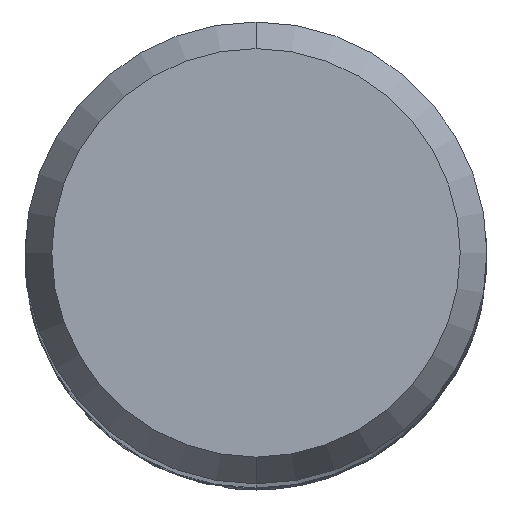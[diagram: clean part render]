
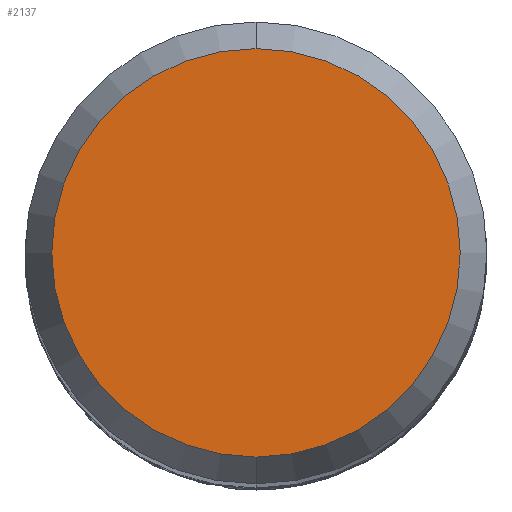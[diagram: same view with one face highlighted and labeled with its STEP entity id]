
A CAD part, top view. The second image highlights one B-rep face of the part: STEP entity #2137.
In plain terms, the highlighted planar face has unit normal (0, 0, 1).
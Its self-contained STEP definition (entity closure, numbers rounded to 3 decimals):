
#821=EDGE_CURVE('',#1979,#2025,#2264,.T.);
#1091=EDGE_CURVE('',#2025,#1979,#2556,.T.);
#1979=VERTEX_POINT('',#3526);
#2025=VERTEX_POINT('',#3576);
#2137=ADVANCED_FACE('',(#3699),#3700,.T.);
#2264=CIRCLE('',#5654,3.538);
#2556=CIRCLE('',#8517,3.538);
#3526=CARTESIAN_POINT('',(0.0,3.538,0.0));
#3576=CARTESIAN_POINT('',(0.,-3.538,0.0));
#3699=FACE_OUTER_BOUND('',#20688,.T.);
#3700=PLANE('',#20689);
#5654=AXIS2_PLACEMENT_3D('',#21189,#21190,#21191);
#8517=AXIS2_PLACEMENT_3D('',#21469,#21470,#21471);
#20688=EDGE_LOOP('',(#22612,#22613));
#20689=AXIS2_PLACEMENT_3D('',#22614,#22615,#22616);
#21189=CARTESIAN_POINT('',(0.0,0.0,0.0));
#21190=DIRECTION('',(0.0,0.0,-1.0));
#21191=DIRECTION('',(0.0,1.0,0.0));
#21469=CARTESIAN_POINT('',(0.0,0.0,0.0));
#21470=DIRECTION('',(0.0,0.0,-1.0));
#21471=DIRECTION('',(0.0,1.0,0.0));
#22612=ORIENTED_EDGE('',*,*,#821,.F.);
#22613=ORIENTED_EDGE('',*,*,#1091,.F.);
#22614=CARTESIAN_POINT('',(0.0,1.769,0.0));
#22615=DIRECTION('',(-0.0,0.0,1.0));
#22616=DIRECTION('',(0.0,-1.0,0.0));
